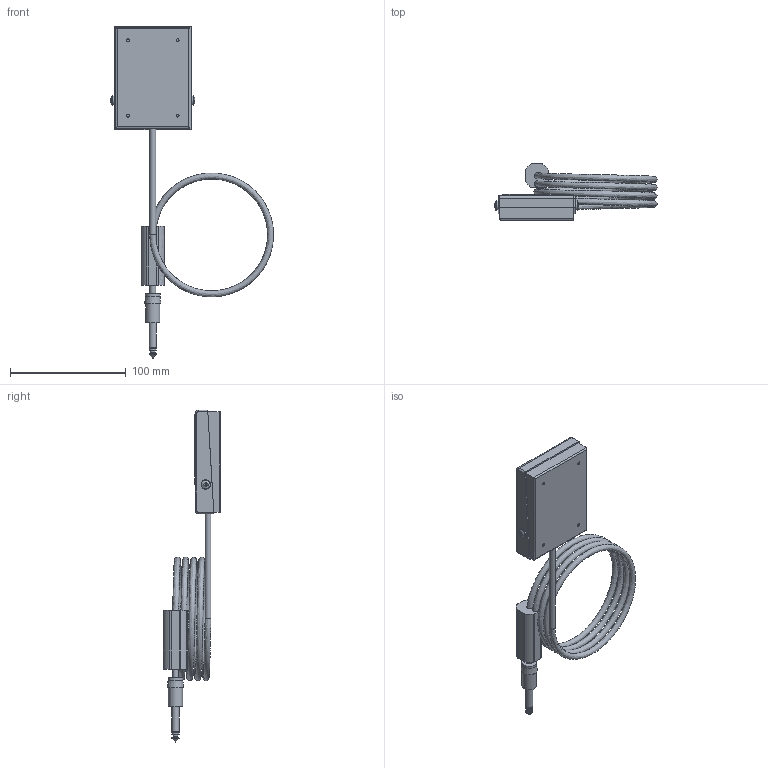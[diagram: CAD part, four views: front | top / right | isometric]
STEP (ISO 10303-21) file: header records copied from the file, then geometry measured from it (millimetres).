
FILE_DESCRIPTION (( 'STEP AP203' ), '1' );
FILE_NAME ('40402 FOOTSWITCH, FILTERED.STEP', '2019-11-08T20:51:05', ( '' ), ( '' ), 'SwSTEP 2.0', 'SolidWorks 2019', '' );
FILE_SCHEMA (( 'CONFIG_CONTROL_DESIGN' ));
Length unit declared in the file: inch
Products named in the file (1): 40402 FOOTSWITCH, FILTERED
Bounding box: 140.54 x 49.19 x 286.43 mm (x, y, z)
Volume: 177775.3 mm3; surface area: 45667.8 mm2
Topology: 1 solids, 1 shells, 135 faces, 320 edges, 205 vertices
Faces by surface type: plane 72, cylinder 43, torus 10, bspline 6, cone 2, sphere 2
Full cylindrical faces by diameter (mm): 2.438 x4, 4.064 x1, 5.08 x2, 5.791 x1, 6.299 x2, 8 x2, 12.446 x1, 12.7 x1
Entity records: 5690 total; most frequent: CARTESIAN_POINT 2569, DIRECTION 643, ORIENTED_EDGE 586, EDGE_CURVE 293, AXIS2_PLACEMENT_3D 240, VERTEX_POINT 202, EDGE_LOOP 179, LINE 163
